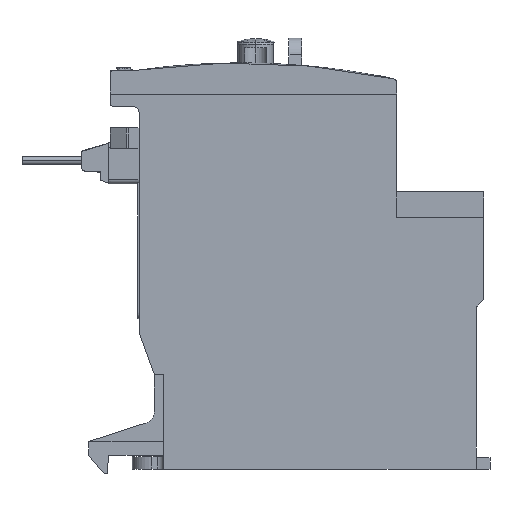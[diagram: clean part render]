
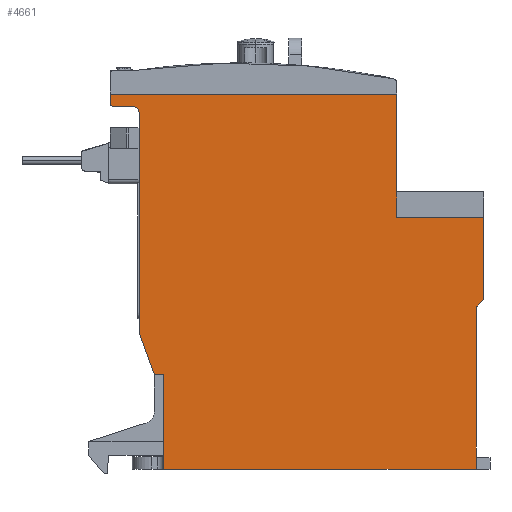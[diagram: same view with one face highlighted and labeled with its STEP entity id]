
A CAD part, left-side view. The second image highlights one B-rep face of the part: STEP entity #4661.
In plain terms, the highlighted planar face has unit normal (-1, 0, 0).
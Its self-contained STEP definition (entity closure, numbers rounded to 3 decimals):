
#4661=ADVANCED_FACE('',(#9428),#9429,.T.);
#9428=FACE_OUTER_BOUND('',#14206,.T.);
#9429=PLANE('',#14207);
#14206=EDGE_LOOP('',(#29056,#29057,#29058,#29059,#29060,#29061,#29062,#29063,#29064,#29065,#29066,#29067,#29068,#29069,#29070,#29071,#29072,#29073,#29074));
#14207=AXIS2_PLACEMENT_3D('',#29075,#29076,#29077);
#29056=ORIENTED_EDGE('',*,*,#35108,.F.);
#29057=ORIENTED_EDGE('',*,*,#31736,.T.);
#29058=ORIENTED_EDGE('',*,*,#34150,.F.);
#29059=ORIENTED_EDGE('',*,*,#35111,.F.);
#29060=ORIENTED_EDGE('',*,*,#35114,.T.);
#29061=ORIENTED_EDGE('',*,*,#35117,.F.);
#29062=ORIENTED_EDGE('',*,*,#35119,.F.);
#29063=ORIENTED_EDGE('',*,*,#34559,.F.);
#29064=ORIENTED_EDGE('',*,*,#34245,.F.);
#29065=ORIENTED_EDGE('',*,*,#34332,.F.);
#29066=ORIENTED_EDGE('',*,*,#34318,.F.);
#29067=ORIENTED_EDGE('',*,*,#34715,.F.);
#29068=ORIENTED_EDGE('',*,*,#35098,.F.);
#29069=ORIENTED_EDGE('',*,*,#35101,.F.);
#29070=ORIENTED_EDGE('',*,*,#35104,.F.);
#29071=ORIENTED_EDGE('',*,*,#35106,.T.);
#29072=ORIENTED_EDGE('',*,*,#30914,.F.);
#29073=ORIENTED_EDGE('',*,*,#30869,.T.);
#29074=ORIENTED_EDGE('',*,*,#29928,.T.);
#29075=CARTESIAN_POINT('',(0.05,31.054,31.677));
#29076=DIRECTION('',(-1.0,0.0,0.0));
#29077=DIRECTION('',(0.0,0.0,1.0));
#29928=EDGE_CURVE('',#36370,#36353,#36371,.T.);
#30869=EDGE_CURVE('',#37694,#36370,#37695,.T.);
#30914=EDGE_CURVE('',#37694,#37772,#37773,.T.);
#31736=EDGE_CURVE('',#38977,#38978,#38979,.T.);
#34150=EDGE_CURVE('',#42538,#38978,#42540,.T.);
#34245=EDGE_CURVE('',#42674,#42676,#42677,.T.);
#34318=EDGE_CURVE('',#42782,#42784,#42785,.T.);
#34332=EDGE_CURVE('',#42784,#42674,#42804,.T.);
#34559=EDGE_CURVE('',#42676,#43098,#43099,.T.);
#34715=EDGE_CURVE('',#43355,#42782,#43357,.T.);
#35098=EDGE_CURVE('',#43894,#43355,#43896,.T.);
#35101=EDGE_CURVE('',#43898,#43894,#43900,.T.);
#35104=EDGE_CURVE('',#43902,#43898,#43904,.T.);
#35106=EDGE_CURVE('',#43902,#37772,#43906,.T.);
#35108=EDGE_CURVE('',#38977,#36353,#43908,.T.);
#35111=EDGE_CURVE('',#43910,#42538,#43912,.T.);
#35114=EDGE_CURVE('',#43910,#43914,#43916,.T.);
#35117=EDGE_CURVE('',#43918,#43914,#43920,.T.);
#35119=EDGE_CURVE('',#43098,#43918,#43922,.T.);
#36353=VERTEX_POINT('',#46463);
#36370=VERTEX_POINT('',#46486);
#36371=LINE('',#46487,#46488);
#37694=VERTEX_POINT('',#48786);
#37695=LINE('',#48787,#48788);
#37772=VERTEX_POINT('',#48899);
#37773=LINE('',#48900,#48901);
#38977=VERTEX_POINT('',#50841);
#38978=VERTEX_POINT('',#50842);
#38979=LINE('',#50843,#50844);
#42538=VERTEX_POINT('',#56366);
#42540=LINE('',#56369,#56370);
#42674=VERTEX_POINT('',#56556);
#42676=VERTEX_POINT('',#56559);
#42677=LINE('',#56560,#56561);
#42782=VERTEX_POINT('',#56716);
#42784=VERTEX_POINT('',#56719);
#42785=LINE('',#56720,#56721);
#42804=LINE('',#56750,#56751);
#43098=VERTEX_POINT('',#57183);
#43099=LINE('',#57184,#57185);
#43355=VERTEX_POINT('',#57536);
#43357=LINE('',#57539,#57540);
#43894=VERTEX_POINT('',#58294);
#43896=LINE('',#58297,#58298);
#43898=VERTEX_POINT('',#58300);
#43900=CIRCLE('',#58303,0.6);
#43902=VERTEX_POINT('',#58305);
#43904=LINE('',#58308,#58309);
#43906=CIRCLE('',#58311,0.6);
#43908=LINE('',#58313,#58314);
#43910=VERTEX_POINT('',#58316);
#43912=LINE('',#58319,#58320);
#43914=VERTEX_POINT('',#58322);
#43916=CIRCLE('',#58325,0.5);
#43918=VERTEX_POINT('',#58327);
#43920=LINE('',#58330,#58331);
#43922=CIRCLE('',#58333,1.);
#46463=CARTESIAN_POINT('',(0.05,15.15,45.788));
#46486=CARTESIAN_POINT('',(0.05,15.15,41.688));
#46487=CARTESIAN_POINT('',(0.05,15.15,38.733));
#46488=VECTOR('',#59464,1.0);
#48786=CARTESIAN_POINT('',(0.05,1.06,41.688));
#48787=CARTESIAN_POINT('',(0.05,19.577,41.688));
#48788=VECTOR('',#60352,1.0);
#48899=CARTESIAN_POINT('',(0.05,1.06,28.527));
#48900=CARTESIAN_POINT('',(0.05,1.06,41.688));
#48901=VECTOR('',#60399,1.0);
#50841=CARTESIAN_POINT('',(0.05,15.15,61.688));
#50842=CARTESIAN_POINT('',(0.05,61.65,61.688));
#50843=CARTESIAN_POINT('',(0.05,34.727,61.688));
#50844=VECTOR('',#61196,1.0);
#56366=CARTESIAN_POINT('',(0.05,61.7,61.688));
#56369=CARTESIAN_POINT('',(0.05,61.7,61.688));
#56370=VECTOR('',#63546,1.0);
#56556=CARTESIAN_POINT('',(0.05,54.5,16.091));
#56559=CARTESIAN_POINT('',(0.05,57.,22.959));
#56560=CARTESIAN_POINT('',(0.05,54.5,16.091));
#56561=VECTOR('',#63642,1.0);
#56716=CARTESIAN_POINT('',(0.05,53.0,0.788));
#56719=CARTESIAN_POINT('',(0.05,53.0,16.091));
#56720=CARTESIAN_POINT('',(0.05,53.0,0.788));
#56721=VECTOR('',#63706,1.0);
#56750=CARTESIAN_POINT('',(0.05,53.0,16.091));
#56751=VECTOR('',#63717,1.0);
#57183=CARTESIAN_POINT('',(0.05,57.,58.691));
#57184=CARTESIAN_POINT('',(0.05,57.,22.959));
#57185=VECTOR('',#63874,1.0);
#57536=CARTESIAN_POINT('',(0.05,2.25,0.788));
#57539=CARTESIAN_POINT('',(0.05,2.25,0.788));
#57540=VECTOR('',#64067,1.0);
#58294=CARTESIAN_POINT('',(0.05,2.25,26.84));
#58297=CARTESIAN_POINT('',(0.05,2.25,26.84));
#58298=VECTOR('',#64424,1.0);
#58300=CARTESIAN_POINT('',(0.05,2.074,27.264));
#58303=AXIS2_PLACEMENT_3D('',#64426,#64427,#64428);
#58305=CARTESIAN_POINT('',(0.05,1.236,28.103));
#58308=CARTESIAN_POINT('',(0.05,1.236,28.103));
#58309=VECTOR('',#64430,1.0);
#58311=AXIS2_PLACEMENT_3D('',#64431,#64432,#64433);
#58313=CARTESIAN_POINT('',(0.05,15.15,61.688));
#58314=VECTOR('',#64434,1.0);
#58316=CARTESIAN_POINT('',(0.05,61.7,60.191));
#58319=CARTESIAN_POINT('',(0.05,61.7,60.191));
#58320=VECTOR('',#64436,1.0);
#58322=CARTESIAN_POINT('',(0.05,61.2,59.691));
#58325=AXIS2_PLACEMENT_3D('',#64438,#64439,#64440);
#58327=CARTESIAN_POINT('',(0.05,58.,59.691));
#58330=CARTESIAN_POINT('',(0.05,58.,59.691));
#58331=VECTOR('',#64442,1.0);
#58333=AXIS2_PLACEMENT_3D('',#64443,#64444,#64445);
#59464=DIRECTION('',(0.0,-0.0,1.0));
#60352=DIRECTION('',(0.0,1.0,-0.0));
#60399=DIRECTION('',(0.0,0.0,-1.0));
#61196=DIRECTION('',(0.0,1.,0.));
#63546=DIRECTION('',(0.0,-1.0,0.0));
#63642=DIRECTION('',(0.0,0.342,0.94));
#63706=DIRECTION('',(0.0,0.0,1.0));
#63717=DIRECTION('',(0.0,1.0,0.0));
#63874=DIRECTION('',(0.0,0.0,1.0));
#64067=DIRECTION('',(0.0,1.0,0.0));
#64424=DIRECTION('',(0.0,0.0,-1.0));
#64426=CARTESIAN_POINT('',(0.05,1.65,26.84));
#64427=DIRECTION('',(-1.0,0.0,0.0));
#64428=DIRECTION('',(0.0,0.707,0.707));
#64430=DIRECTION('',(0.0,0.707,-0.707));
#64431=CARTESIAN_POINT('',(0.05,1.66,28.527));
#64432=DIRECTION('',(-1.0,-0.0,0.0));
#64433=DIRECTION('',(0.0,-0.707,-0.707));
#64434=DIRECTION('',(0.0,0.0,-1.0));
#64436=DIRECTION('',(0.0,0.0,1.0));
#64438=CARTESIAN_POINT('',(0.05,61.2,60.191));
#64439=DIRECTION('',(-1.0,0.0,0.0));
#64440=DIRECTION('',(0.0,1.0,0.));
#64442=DIRECTION('',(0.0,1.0,0.0));
#64443=CARTESIAN_POINT('',(0.05,58.,58.691));
#64444=DIRECTION('',(-1.0,-0.0,0.0));
#64445=DIRECTION('',(0.0,-1.0,0.));
